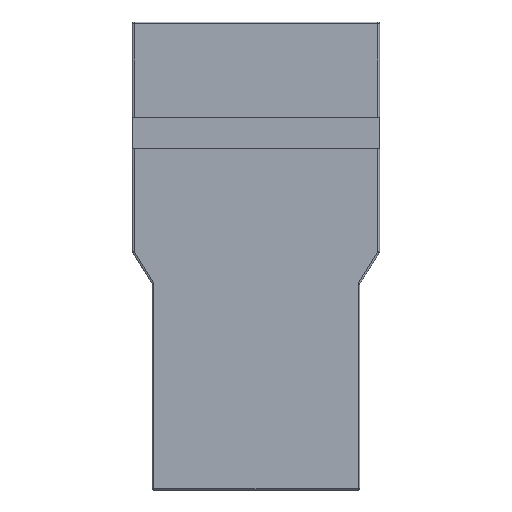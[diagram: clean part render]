
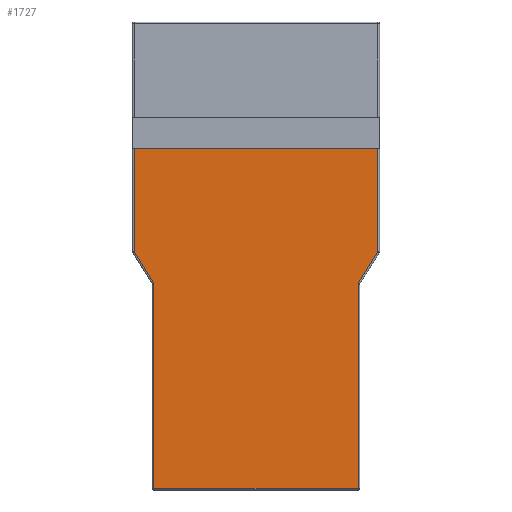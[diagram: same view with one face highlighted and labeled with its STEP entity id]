
A CAD part, front view. The second image highlights one B-rep face of the part: STEP entity #1727.
In plain terms, the highlighted planar face has unit normal (0, -1, 0).
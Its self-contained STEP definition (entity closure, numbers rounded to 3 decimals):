
#77 = CARTESIAN_POINT ( 'NONE',  ( 14.8, 0., 28.4 ) ) ;
#132 = VECTOR ( 'NONE', #1208, 1000. ) ;
#269 = AXIS2_PLACEMENT_3D ( 'NONE', #4250, #4687, #2103 ) ;
#280 = VECTOR ( 'NONE', #2047, 1000. ) ;
#317 = CARTESIAN_POINT ( 'NONE',  ( -12.4, 0., -3.429 ) ) ;
#447 = CARTESIAN_POINT ( 'NONE',  ( -15., 0., -28.2 ) ) ;
#452 = VERTEX_POINT ( 'NONE', #1026 ) ;
#477 = VECTOR ( 'NONE', #2173, 1000. ) ;
#516 = AXIS2_PLACEMENT_3D ( 'NONE', #2198, #5225, #2618 ) ;
#616 = VECTOR ( 'NONE', #889, 1000. ) ;
#634 = VERTEX_POINT ( 'NONE', #2352 ) ;
#746 = VECTOR ( 'NONE', #1794, 1000. ) ;
#794 = CARTESIAN_POINT ( 'NONE',  ( -15., 0., 13. ) ) ;
#851 = CARTESIAN_POINT ( 'NONE',  ( -12.7, 0., -3.429 ) ) ;
#884 = VECTOR ( 'NONE', #2528, 1000. ) ;
#889 = DIRECTION ( 'NONE',  ( 1., 0., 0. ) ) ;
#1026 = CARTESIAN_POINT ( 'NONE',  ( -14.8, 0., 13. ) ) ;
#1086 = VERTEX_POINT ( 'NONE', #2673 ) ;
#1128 = VERTEX_POINT ( 'NONE', #3572 ) ;
#1208 = DIRECTION ( 'NONE',  ( 0., 0., -1. ) ) ;
#1258 = DIRECTION ( 'NONE',  ( 0., 0., -1. ) ) ;
#1281 = ORIENTED_EDGE ( 'NONE', *, *, #3519, .T. ) ;
#1716 = LINE ( 'NONE', #4378, #746 ) ;
#1727 = ADVANCED_FACE ( 'NONE', ( #1749 ), #3813, .T. ) ;
#1749 = FACE_OUTER_BOUND ( 'NONE', #1827, .T. ) ;
#1794 = DIRECTION ( 'NONE',  ( 0.53, 0., 0.848 ) ) ;
#1827 = EDGE_LOOP ( 'NONE', ( #5250, #1281, #3311, #4234, #4344, #5465, #2000, #2847, #4544, #3890 ) ) ;
#1863 = LINE ( 'NONE', #3838, #2864 ) ;
#2000 = ORIENTED_EDGE ( 'NONE', *, *, #5184, .T. ) ;
#2010 = CARTESIAN_POINT ( 'NONE',  ( 14.8, 0., 13. ) ) ;
#2029 = VERTEX_POINT ( 'NONE', #317 ) ;
#2047 = DIRECTION ( 'NONE',  ( 1., 0., 0. ) ) ;
#2069 = CARTESIAN_POINT ( 'NONE',  ( -14.8, 0., 0.469 ) ) ;
#2102 = CARTESIAN_POINT ( 'NONE',  ( -12.446, 0., -3.27 ) ) ;
#2103 = DIRECTION ( 'NONE',  ( 0., 0., -1. ) ) ;
#2173 = DIRECTION ( 'NONE',  ( 0., 0., 1. ) ) ;
#2198 = CARTESIAN_POINT ( 'NONE',  ( 12.7, 0., -3.429 ) ) ;
#2224 = DIRECTION ( 'NONE',  ( 0., 0., 1. ) ) ;
#2317 = AXIS2_PLACEMENT_3D ( 'NONE', #851, #3826, #1258 ) ;
#2352 = CARTESIAN_POINT ( 'NONE',  ( 12.4, 0., -28.2 ) ) ;
#2528 = DIRECTION ( 'NONE',  ( 0.53, 0., -0.848 ) ) ;
#2618 = DIRECTION ( 'NONE',  ( 0., 0., -1. ) ) ;
#2665 = VERTEX_POINT ( 'NONE', #3734 ) ;
#2673 = CARTESIAN_POINT ( 'NONE',  ( -12.446, 0., -3.27 ) ) ;
#2733 = CIRCLE ( 'NONE', #516, 0.3 ) ;
#2847 = ORIENTED_EDGE ( 'NONE', *, *, #5185, .T. ) ;
#2864 = VECTOR ( 'NONE', #4720, 1000. ) ;
#2924 = VERTEX_POINT ( 'NONE', #3125 ) ;
#2996 = VERTEX_POINT ( 'NONE', #3206 ) ;
#3125 = CARTESIAN_POINT ( 'NONE',  ( -12.4, 0., -28.2 ) ) ;
#3137 = CIRCLE ( 'NONE', #2317, 0.3 ) ;
#3206 = CARTESIAN_POINT ( 'NONE',  ( 12.4, 0., -3.429 ) ) ;
#3311 = ORIENTED_EDGE ( 'NONE', *, *, #5105, .F. ) ;
#3505 = EDGE_CURVE ( 'NONE', #2665, #3631, #1716, .T. ) ;
#3519 = EDGE_CURVE ( 'NONE', #3631, #4454, #4014, .T. ) ;
#3572 = CARTESIAN_POINT ( 'NONE',  ( -14.8, 0., 0.498 ) ) ;
#3631 = VERTEX_POINT ( 'NONE', #4431 ) ;
#3734 = CARTESIAN_POINT ( 'NONE',  ( 12.446, 0., -3.27 ) ) ;
#3813 = PLANE ( 'NONE',  #269 ) ;
#3826 = DIRECTION ( 'NONE',  ( 0., 1., 0. ) ) ;
#3838 = CARTESIAN_POINT ( 'NONE',  ( -12.4, 0., -28.4 ) ) ;
#3890 = ORIENTED_EDGE ( 'NONE', *, *, #5237, .T. ) ;
#4014 = LINE ( 'NONE', #77, #5039 ) ;
#4234 = ORIENTED_EDGE ( 'NONE', *, *, #5117, .T. ) ;
#4250 = CARTESIAN_POINT ( 'NONE',  ( -15., 0., 28.4 ) ) ;
#4344 = ORIENTED_EDGE ( 'NONE', *, *, #5148, .T. ) ;
#4378 = CARTESIAN_POINT ( 'NONE',  ( 14.815, 0., 0.522 ) ) ;
#4426 = LINE ( 'NONE', #2102, #884 ) ;
#4431 = CARTESIAN_POINT ( 'NONE',  ( 14.8, 0., 0.498 ) ) ;
#4454 = VERTEX_POINT ( 'NONE', #2010 ) ;
#4544 = ORIENTED_EDGE ( 'NONE', *, *, #5215, .T. ) ;
#4575 = LINE ( 'NONE', #2069, #132 ) ;
#4687 = DIRECTION ( 'NONE',  ( 0., -1., 0. ) ) ;
#4720 = DIRECTION ( 'NONE',  ( 0., 0., -1. ) ) ;
#4838 = LINE ( 'NONE', #794, #280 ) ;
#5039 = VECTOR ( 'NONE', #2224, 1000. ) ;
#5046 = LINE ( 'NONE', #5208, #477 ) ;
#5105 = EDGE_CURVE ( 'NONE', #452, #4454, #4838, .T. ) ;
#5117 = EDGE_CURVE ( 'NONE', #452, #1128, #4575, .T. ) ;
#5148 = EDGE_CURVE ( 'NONE', #1128, #1086, #4426, .T. ) ;
#5152 = EDGE_CURVE ( 'NONE', #1086, #2029, #3137, .T. ) ;
#5184 = EDGE_CURVE ( 'NONE', #2029, #2924, #1863, .T. ) ;
#5185 = EDGE_CURVE ( 'NONE', #2924, #634, #5318, .T. ) ;
#5208 = CARTESIAN_POINT ( 'NONE',  ( 12.4, 0., -3.429 ) ) ;
#5215 = EDGE_CURVE ( 'NONE', #634, #2996, #5046, .T. ) ;
#5225 = DIRECTION ( 'NONE',  ( 0., 1., 0. ) ) ;
#5237 = EDGE_CURVE ( 'NONE', #2996, #2665, #2733, .T. ) ;
#5250 = ORIENTED_EDGE ( 'NONE', *, *, #3505, .T. ) ;
#5318 = LINE ( 'NONE', #447, #616 ) ;
#5465 = ORIENTED_EDGE ( 'NONE', *, *, #5152, .T. ) ;
